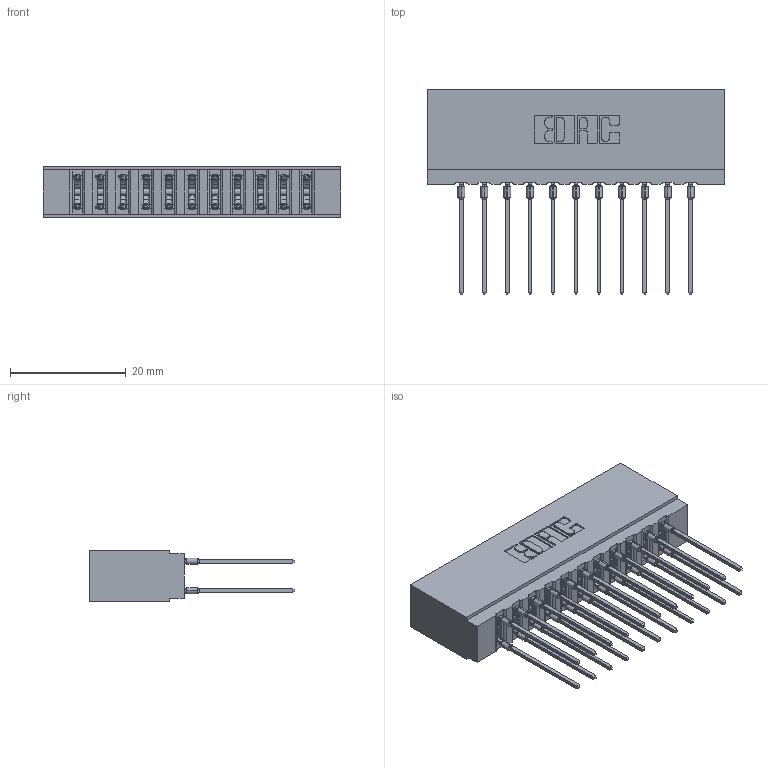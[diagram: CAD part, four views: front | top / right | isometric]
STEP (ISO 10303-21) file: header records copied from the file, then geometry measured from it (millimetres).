
FILE_DESCRIPTION (( 'STEP AP203' ), '1' );
FILE_NAME ('737-022-541-201.STEP', '2026-03-05T21:46:30', ( '' ), ( '' ), 'SwSTEP 2.0', 'SolidWorks 2023', '' );
FILE_SCHEMA (( 'CONFIG_CONTROL_DESIGN' ));
Length unit declared in the file: millimetre
Products named in the file (3): 737-022-541-201; 745-292-001_541; 737 Part_Insulator Option - 01
Assembly tree (23 placements, depth 2):
  737-022-541-201
    737 Part_Insulator Option - 01
    745-292-001_541  x22
Bounding box: 51.46 x 35.45 x 8.89 mm (x, y, z)
Volume: 5330 mm3; surface area: 7914 mm2
Topology: 23 solids, 23 shells, 2074 faces, 5579 edges, 3514 vertices
Faces by surface type: plane 1077, bspline 440, cylinder 425, torus 132
Entity records: 23081 total; most frequent: CARTESIAN_POINT 4519, ORIENTED_EDGE 3892, DIRECTION 3424, EDGE_CURVE 1946, VECTOR 1698, LINE 1698, VERTEX_POINT 1246, AXIS2_PLACEMENT_3D 863
